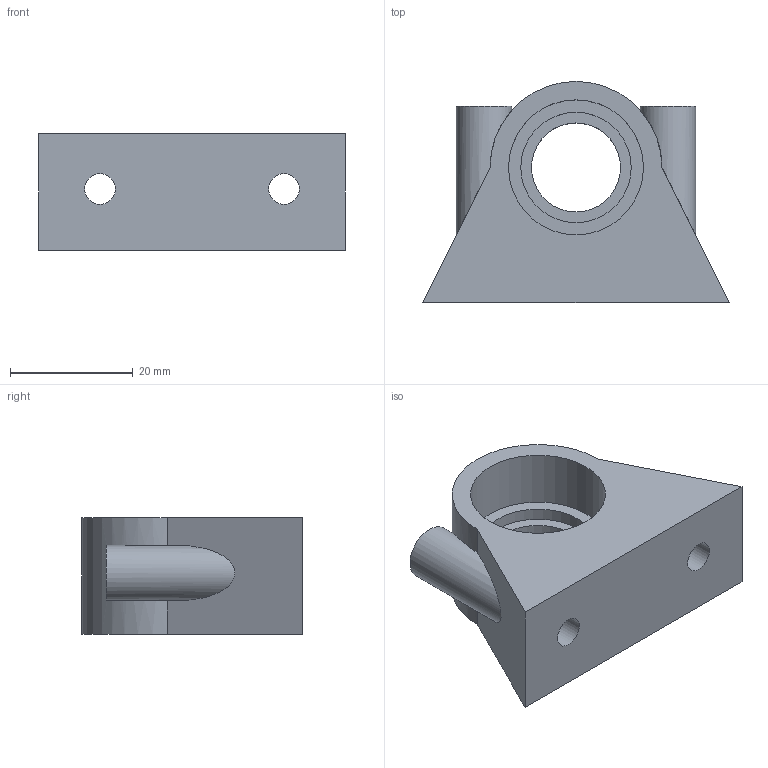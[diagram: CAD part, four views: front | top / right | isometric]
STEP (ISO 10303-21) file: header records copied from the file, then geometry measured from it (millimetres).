
FILE_DESCRIPTION(/* description */ (''),/* implementation_level */ '2;1');
FILE_NAME(/* name */ 'Bracket 8020 x2 needed.step',/* time_stamp */ '2023-08-18T11:28:10+02:00',/* author */ (''),/* organization */ (''),/* preprocessor_version */ 'ST-DEVELOPER v20',/* originating_system */ 'Autodesk Translation Framework v12.9.0.99',/* authorisation */ '');
FILE_SCHEMA (('AUTOMOTIVE_DESIGN { 1 0 10303 214 3 1 1 }'));
Length unit declared in the file: millimetre
Products named in the file (2): DiyActivePedal; Sled joint 2
Assembly tree (1 placements, depth 2):
  DiyActivePedal
    Sled joint 2
Bounding box: 50 x 36 x 19 mm (x, y, z)
Volume: 16964.3 mm3; surface area: 7164.5 mm2
Topology: 1 solids, 1 shells, 17 faces, 39 edges, 26 vertices
Faces by surface type: plane 9, cylinder 8
Full cylindrical faces by diameter (mm): 5 x2, 9 x2, 14.5 x1, 18 x1, 22 x1
Entity records: 607 total; most frequent: CARTESIAN_POINT 136, DIRECTION 93, ORIENTED_EDGE 78, EDGE_CURVE 39, AXIS2_PLACEMENT_3D 37, VERTEX_POINT 26, EDGE_LOOP 25, LINE 19
